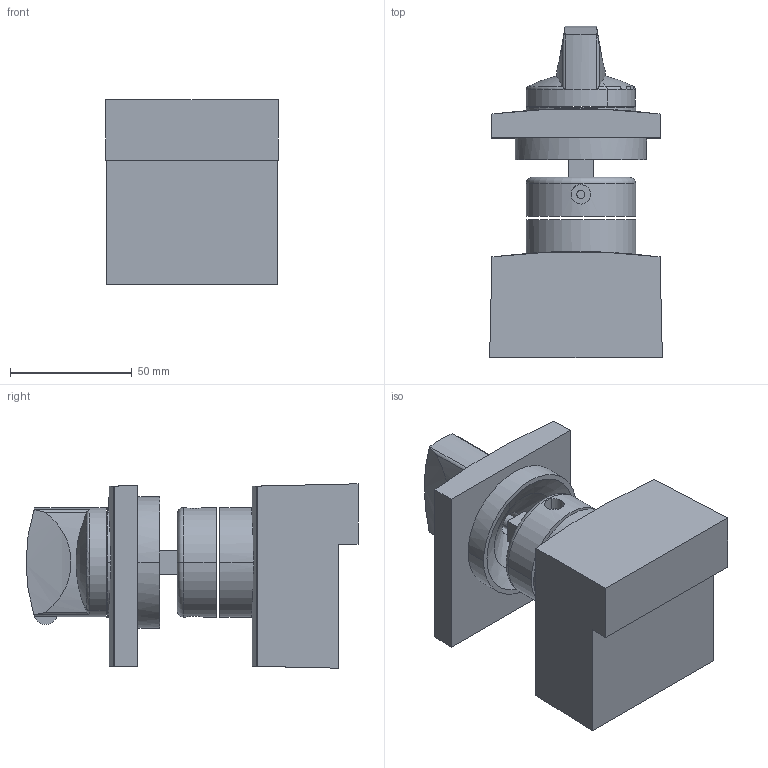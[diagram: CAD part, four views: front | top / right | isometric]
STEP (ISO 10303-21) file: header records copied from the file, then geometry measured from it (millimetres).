
FILE_DESCRIPTION(('CATIA V5 STEP Exchange'),'2;1');
FILE_NAME('1SDH001295R0311_1PA_001_00_XT2_4P_FIXED_RHE_MIN.stp','2014-11-11T15:26:23+00:00',('none'),('none'),'CATIA Version 5 Release 20 SP 1 (IN-10)','CATIA V5 STEP AP214','none');
FILE_SCHEMA(('AUTOMOTIVE_DESIGN { 1 0 10303 214 1 1 1 1 }'));
Length unit declared in the file: millimetre
Products named in the file (1): 1SDH001295R0311_1PA_001_00_XT2_4P_FIXED_RHE_MIN
Bounding box: 71 x 136.5 x 75.82 mm (x, y, z)
Volume: 346424.8 mm3; surface area: 52832.4 mm2
Topology: 3 solids, 3 shells, 90 faces, 211 edges, 138 vertices
Faces by surface type: cylinder 39, plane 37, torus 6, cone 4, sphere 4
Entity records: 3340 total; most frequent: CARTESIAN_POINT 811, ORIENTED_EDGE 422, DIRECTION 289, EDGE_CURVE 211, VERTEX_POINT 138, AXIS2_PLACEMENT_3D 125, EDGE_LOOP 103, VECTOR 100
